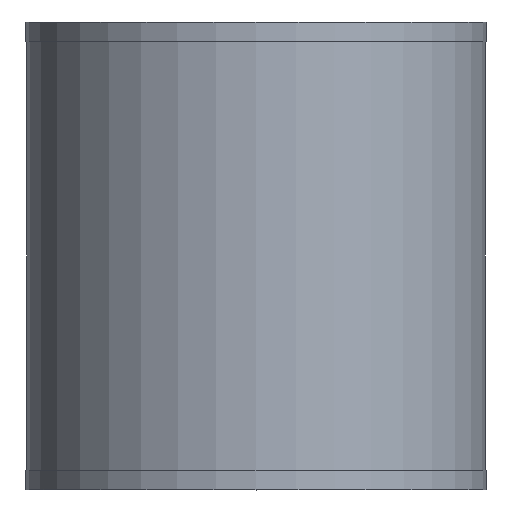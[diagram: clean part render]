
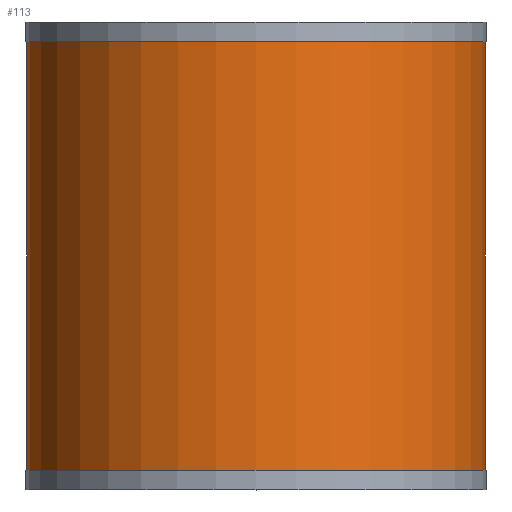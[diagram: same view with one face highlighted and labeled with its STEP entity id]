
A CAD part, front view. The second image highlights one B-rep face of the part: STEP entity #113.
In plain terms, the highlighted cylindrical face has radius 5.88 mm (diameter 11.76 mm), a full revolution.
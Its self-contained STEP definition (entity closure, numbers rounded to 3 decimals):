
#113=ADVANCED_FACE('',(#127,#128),#124,.T.);
#124=CYLINDRICAL_SURFACE('',#218,5.88);
#127=FACE_BOUND('',#145,.T.);
#128=FACE_BOUND('',#146,.T.);
#145=EDGE_LOOP('',(#165));
#146=EDGE_LOOP('',(#166));
#165=ORIENTED_EDGE('',*,*,#195,.F.);
#166=ORIENTED_EDGE('',*,*,#196,.F.);
#185=VERTEX_POINT('',#283);
#186=VERTEX_POINT('',#285);
#195=EDGE_CURVE('',#185,#185,#205,.T.);
#196=EDGE_CURVE('',#186,#186,#206,.T.);
#205=CIRCLE('',#216,5.88);
#206=CIRCLE('',#217,5.88);
#216=AXIS2_PLACEMENT_3D('',#282,#239,#240);
#217=AXIS2_PLACEMENT_3D('',#284,#241,#242);
#218=AXIS2_PLACEMENT_3D('',#286,#243,#244);
#239=DIRECTION('',(0.,0.,-1.));
#240=DIRECTION('',(1.,0.,0.));
#241=DIRECTION('',(0.,0.,1.));
#242=DIRECTION('',(1.,0.,0.));
#243=DIRECTION('',(0.,0.,1.));
#244=DIRECTION('',(-1.,0.,0.));
#282=CARTESIAN_POINT('',(0.,0.,-5.5));
#283=CARTESIAN_POINT('',(5.88,0.,-5.5));
#284=CARTESIAN_POINT('',(0.,0.,5.5));
#285=CARTESIAN_POINT('',(5.88,0.,5.5));
#286=CARTESIAN_POINT('',(0.,0.,-6.));
